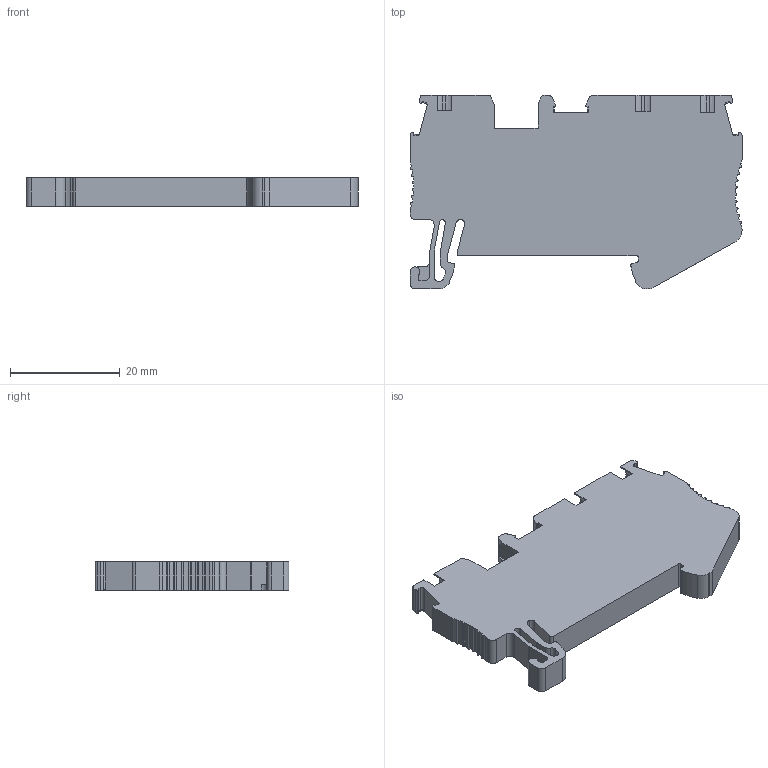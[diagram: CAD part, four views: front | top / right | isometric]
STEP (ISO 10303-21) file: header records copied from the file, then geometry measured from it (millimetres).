
FILE_DESCRIPTION( ('This file contains a STEP AP42 implementation' ,'as created by ZW3D STEP Interface translator.') ,'2;1' );
FILE_NAME( 'RNS2.5-TWIN.stp' ,'24 725. 930 4', (''), ('ZWCAD Software Co.'), 'Version 1.0', 'ZW3D to STEP translator', '' );
FILE_SCHEMA(('AUTOMOTIVE_DESIGN { 1 0 10303 214 1 1 1 1 }'));
Length unit declared in the file: millimetre
Products named in the file (2): 0; RNS2.5-TWIN
Bounding box: 60.4 x 35.25 x 5.15 mm (x, y, z)
Volume: 8236.5 mm3; surface area: 5189.9 mm2
Topology: 1 solids, 3 shells, 3665 faces, 10605 edges, 7060 vertices
Faces by surface type: plane 3516, cylinder 124, bspline 17, torus 6, cone 2
Entity records: 122440 total; most frequent: CARTESIAN_POINT 22036, ORIENTED_EDGE 21210, DIRECTION 18124, EDGE_CURVE 10605, VECTOR 10304, LINE 10304, VERTEX_POINT 7060, AXIS2_PLACEMENT_3D 3910
